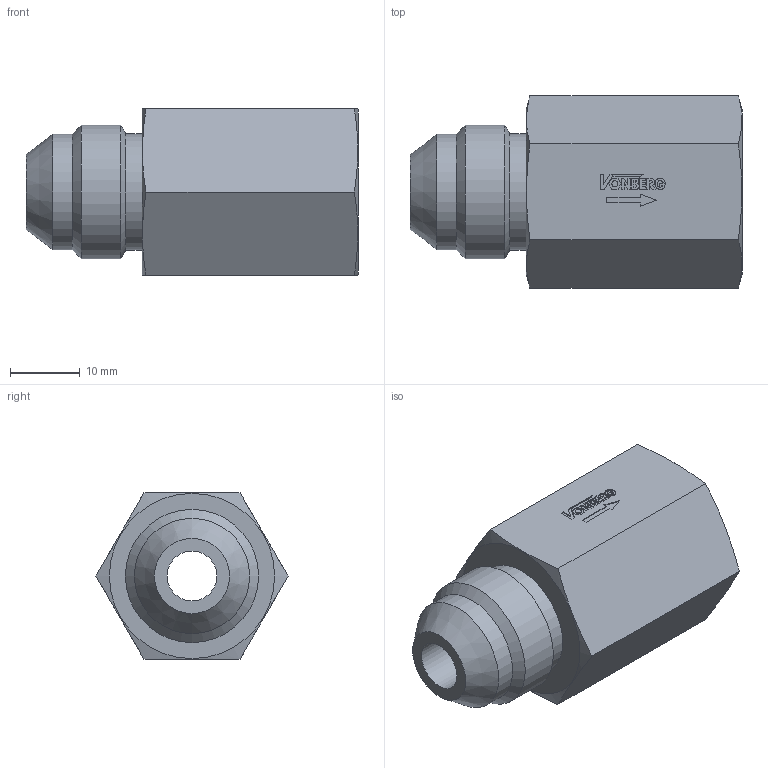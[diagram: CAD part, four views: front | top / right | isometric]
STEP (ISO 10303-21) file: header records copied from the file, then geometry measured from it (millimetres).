
FILE_DESCRIPTION((''),'2;1');
FILE_NAME('1908MF.stp','2015-01-02T11:26:24',('jml'),(''),'Autodesk Inventor 2010','Autodesk Inventor 2010','');
FILE_SCHEMA(('AUTOMOTIVE_DESIGN { 1 0 10303 214 1 1 1 1 }'));
Length unit declared in the file: inch
Products named in the file (1): 1908MF
Bounding box: 47.5 x 27.48 x 23.8 mm (x, y, z)
Volume: 14553.2 mm3; surface area: 5610.8 mm2
Topology: 1 solids, 1 shells, 119 faces, 300 edges, 197 vertices
Faces by surface type: plane 92, cylinder 20, cone 7
Full cylindrical faces by diameter (mm): 0.87 x1, 7.137 x1, 16.485 x1, 16.688 x1, 17.323 x1, 19.05 x1
Entity records: 3580 total; most frequent: CARTESIAN_POINT 626, ORIENTED_EDGE 572, DIRECTION 558, EDGE_CURVE 286, VECTOR 230, LINE 230, VERTEX_POINT 196, AXIS2_PLACEMENT_3D 164
